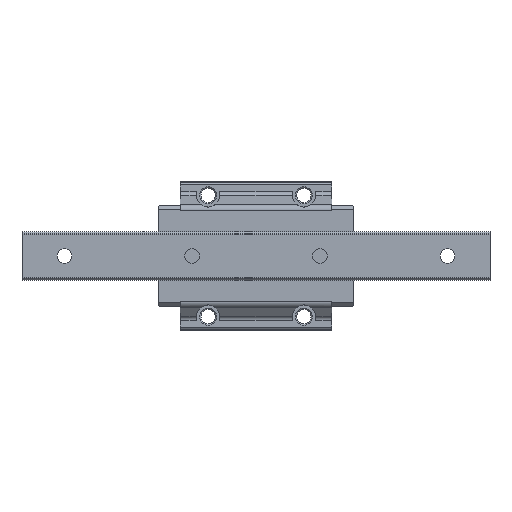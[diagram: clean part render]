
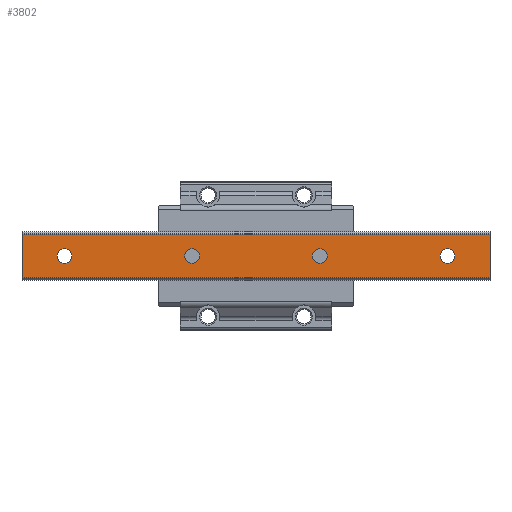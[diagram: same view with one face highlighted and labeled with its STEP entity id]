
A CAD part, front view. The second image highlights one B-rep face of the part: STEP entity #3802.
In plain terms, the highlighted planar face has unit normal (0, -1, 0).
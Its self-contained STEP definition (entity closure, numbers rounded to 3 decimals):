
#1558 = VERTEX_POINT( '', #4505 );
#1800 = EDGE_CURVE( '', #2220, #2916, #4772, .T. );
#1932 = EDGE_CURVE( '', #3086, #2554, #4913, .T. );
#2220 = VERTEX_POINT( '', #5230 );
#2228 = EDGE_CURVE( '', #1558, #2992, #5238, .T. );
#2344 = EDGE_CURVE( '', #3366, #3078, #5364, .T. );
#2554 = VERTEX_POINT( '', #5604 );
#2598 = EDGE_CURVE( '', #3366, #2968, #5650, .T. );
#2644 = EDGE_CURVE( '', #4054, #3310, #5704, .T. );
#2916 = VERTEX_POINT( '', #5994 );
#2956 = EDGE_CURVE( '', #2992, #1558, #6038, .T. );
#2968 = VERTEX_POINT( '', #6054 );
#2992 = VERTEX_POINT( '', #6081 );
#3004 = EDGE_CURVE( '', #2554, #3086, #6093, .T. );
#3048 = EDGE_CURVE( '', #4150, #2968, #6142, .T. );
#3078 = VERTEX_POINT( '', #6177 );
#3086 = VERTEX_POINT( '', #6185 );
#3226 = EDGE_CURVE( '', #3078, #4150, #6340, .T. );
#3310 = VERTEX_POINT( '', #6431 );
#3366 = VERTEX_POINT( '', #6491 );
#3664 = EDGE_CURVE( '', #2916, #2220, #6823, .T. );
#3802 = ADVANCED_FACE( '', ( #6976, #6977, #6978, #6979, #6980 ), #6981, .T. );
#4006 = EDGE_CURVE( '', #3310, #4054, #7203, .T. );
#4054 = VERTEX_POINT( '', #7254 );
#4150 = VERTEX_POINT( '', #7360 );
#4505 = CARTESIAN_POINT( '', ( 56.5, 0., 0. ) );
#4772 = CIRCLE( '', #8194, 3.5 );
#4913 = CIRCLE( '', #8400, 3.5 );
#5230 = CARTESIAN_POINT( '', ( 176.5, 0., 0. ) );
#5238 = CIRCLE( '', #8906, 3.5 );
#5364 = LINE( '', #9090, #9091 );
#5604 = CARTESIAN_POINT( '', ( 3.5, 0., 0. ) );
#5650 = LINE( '', #9506, #9507 );
#5704 = CIRCLE( '', #9580, 3.5 );
#5994 = CARTESIAN_POINT( '', ( 183.5, 0., 0. ) );
#6038 = CIRCLE( '', #10093, 3.5 );
#6054 = CARTESIAN_POINT( '', ( 200., 0., 10.286 ) );
#6081 = CARTESIAN_POINT( '', ( 63.5, 0., 0. ) );
#6093 = CIRCLE( '', #10170, 3.5 );
#6142 = LINE( '', #10276, #10277 );
#6177 = CARTESIAN_POINT( '', ( -20., 0., -10.286 ) );
#6185 = CARTESIAN_POINT( '', ( -3.5, 0., 0. ) );
#6340 = LINE( '', #10561, #10562 );
#6431 = CARTESIAN_POINT( '', ( 116.5, 0., 0. ) );
#6491 = CARTESIAN_POINT( '', ( -20., 0., 10.286 ) );
#6823 = CIRCLE( '', #11296, 3.5 );
#6976 = FACE_BOUND( '', #11509, .T. );
#6977 = FACE_BOUND( '', #11510, .T. );
#6978 = FACE_BOUND( '', #11511, .T. );
#6979 = FACE_BOUND( '', #11512, .T. );
#6980 = FACE_OUTER_BOUND( '', #11513, .T. );
#6981 = PLANE( '', #11514 );
#7203 = CIRCLE( '', #11835, 3.5 );
#7254 = CARTESIAN_POINT( '', ( 123.5, 0., 0. ) );
#7360 = CARTESIAN_POINT( '', ( 200., 0., -10.286 ) );
#8194 = AXIS2_PLACEMENT_3D( '', #12862, #12863, #12864 );
#8400 = AXIS2_PLACEMENT_3D( '', #12996, #12997, #12998 );
#8906 = AXIS2_PLACEMENT_3D( '', #13344, #13345, #13346 );
#9090 = CARTESIAN_POINT( '', ( -20., 0., 10.286 ) );
#9091 = VECTOR( '', #13474, 1. );
#9506 = CARTESIAN_POINT( '', ( -20., 0., 10.286 ) );
#9507 = VECTOR( '', #13864, 1. );
#9580 = AXIS2_PLACEMENT_3D( '', #13957, #13958, #13959 );
#10093 = AXIS2_PLACEMENT_3D( '', #14265, #14266, #14267 );
#10170 = AXIS2_PLACEMENT_3D( '', #14363, #14364, #14365 );
#10276 = CARTESIAN_POINT( '', ( 200., 0., 10.286 ) );
#10277 = VECTOR( '', #14421, 1. );
#10561 = CARTESIAN_POINT( '', ( -20., 0., -10.286 ) );
#10562 = VECTOR( '', #14699, 1. );
#11296 = AXIS2_PLACEMENT_3D( '', #15250, #15251, #15252 );
#11509 = EDGE_LOOP( '', ( #15444, #15445 ) );
#11510 = EDGE_LOOP( '', ( #15446, #15447 ) );
#11511 = EDGE_LOOP( '', ( #15448, #15449 ) );
#11512 = EDGE_LOOP( '', ( #15450, #15451 ) );
#11513 = EDGE_LOOP( '', ( #15452, #15453, #15454, #15455 ) );
#11514 = AXIS2_PLACEMENT_3D( '', #15456, #15457, #15458 );
#11835 = AXIS2_PLACEMENT_3D( '', #15696, #15697, #15698 );
#12862 = CARTESIAN_POINT( '', ( 180., 0., 0. ) );
#12863 = DIRECTION( '', ( 0., 1., 0. ) );
#12864 = DIRECTION( '', ( 1., 0., 0. ) );
#12996 = CARTESIAN_POINT( '', ( 0., 0., 0. ) );
#12997 = DIRECTION( '', ( 0., 1., 0. ) );
#12998 = DIRECTION( '', ( 1., 0., 0. ) );
#13344 = CARTESIAN_POINT( '', ( 60., 0., 0. ) );
#13345 = DIRECTION( '', ( 0., 1., 0. ) );
#13346 = DIRECTION( '', ( 1., 0., 0. ) );
#13474 = DIRECTION( '', ( 0., 0., -1. ) );
#13864 = DIRECTION( '', ( 1., 0., 0. ) );
#13957 = CARTESIAN_POINT( '', ( 120., 0., 0. ) );
#13958 = DIRECTION( '', ( 0., 1., 0. ) );
#13959 = DIRECTION( '', ( 1., 0., 0. ) );
#14265 = CARTESIAN_POINT( '', ( 60., 0., 0. ) );
#14266 = DIRECTION( '', ( 0., 1., 0. ) );
#14267 = DIRECTION( '', ( 1., 0., 0. ) );
#14363 = CARTESIAN_POINT( '', ( 0., 0., 0. ) );
#14364 = DIRECTION( '', ( 0., 1., 0. ) );
#14365 = DIRECTION( '', ( 1., 0., 0. ) );
#14421 = DIRECTION( '', ( 0., 0., 1. ) );
#14699 = DIRECTION( '', ( 1., 0., 0. ) );
#15250 = CARTESIAN_POINT( '', ( 180., 0., 0. ) );
#15251 = DIRECTION( '', ( 0., 1., 0. ) );
#15252 = DIRECTION( '', ( 1., 0., 0. ) );
#15444 = ORIENTED_EDGE( '', *, *, #2956, .T. );
#15445 = ORIENTED_EDGE( '', *, *, #2228, .T. );
#15446 = ORIENTED_EDGE( '', *, *, #2644, .T. );
#15447 = ORIENTED_EDGE( '', *, *, #4006, .T. );
#15448 = ORIENTED_EDGE( '', *, *, #3664, .T. );
#15449 = ORIENTED_EDGE( '', *, *, #1800, .T. );
#15450 = ORIENTED_EDGE( '', *, *, #3004, .T. );
#15451 = ORIENTED_EDGE( '', *, *, #1932, .T. );
#15452 = ORIENTED_EDGE( '', *, *, #3048, .T. );
#15453 = ORIENTED_EDGE( '', *, *, #2598, .F. );
#15454 = ORIENTED_EDGE( '', *, *, #2344, .T. );
#15455 = ORIENTED_EDGE( '', *, *, #3226, .T. );
#15456 = CARTESIAN_POINT( '', ( -20., 0., -10.286 ) );
#15457 = DIRECTION( '', ( 0., -1., 0. ) );
#15458 = DIRECTION( '', ( 0., 0., -1. ) );
#15696 = CARTESIAN_POINT( '', ( 120., 0., 0. ) );
#15697 = DIRECTION( '', ( 0., 1., 0. ) );
#15698 = DIRECTION( '', ( 1., 0., 0. ) );
